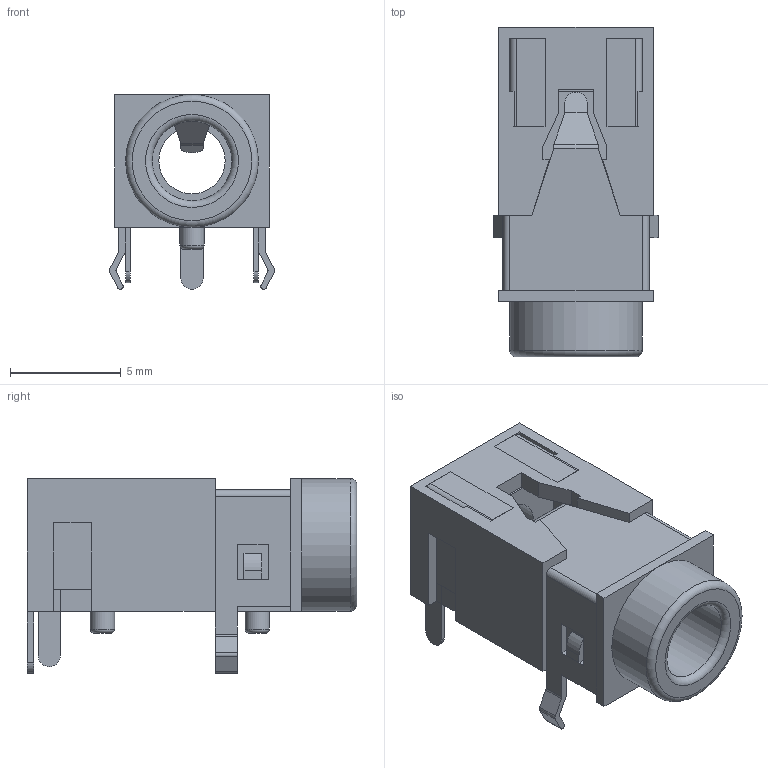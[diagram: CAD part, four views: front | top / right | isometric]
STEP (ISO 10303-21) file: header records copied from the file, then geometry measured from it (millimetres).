
FILE_DESCRIPTION(/* description */ (''),/* implementation_level */ '2;1');
FILE_NAME(/* name */ 'Audio konektor FC68125 3.5 mm v6.step',/* time_stamp */ '2020-02-27T16:32:31+01:00',/* author */ (''),/* organization */ (''),/* preprocessor_version */ 'ST-DEVELOPER v18',/* originating_system */ 'Autodesk Translation Framework v8.12.0.6',/* authorisation */ '');
FILE_SCHEMA (('AUTOMOTIVE_DESIGN { 1 0 10303 214 3 1 1 }'));
Length unit declared in the file: millimetre
Products named in the file (5): Audio konektor FC68125 3.5 mm; Telo konektora; Kontakt most; Kontakt 1; Kontakt 2
Assembly tree (4 placements, depth 2):
  Audio konektor FC68125 3.5 mm
    Telo konektora
    Kontakt most
    Kontakt 1
    Kontakt 2
Bounding box: 7.47 x 14.9 x 8.81 mm (x, y, z)
Volume: 318.4 mm3; surface area: 1026.5 mm2
Topology: 5 solids, 5 shells, 182 faces, 506 edges, 325 vertices
Faces by surface type: plane 146, cylinder 32, torus 4
Full cylindrical faces by diameter (mm): 1.1 x2, 3 x1, 3.6 x1, 6 x1
Entity records: 5948 total; most frequent: CARTESIAN_POINT 1022, ORIENTED_EDGE 1012, DIRECTION 972, EDGE_CURVE 506, LINE 422, VECTOR 422, VERTEX_POINT 325, AXIS2_PLACEMENT_3D 275
